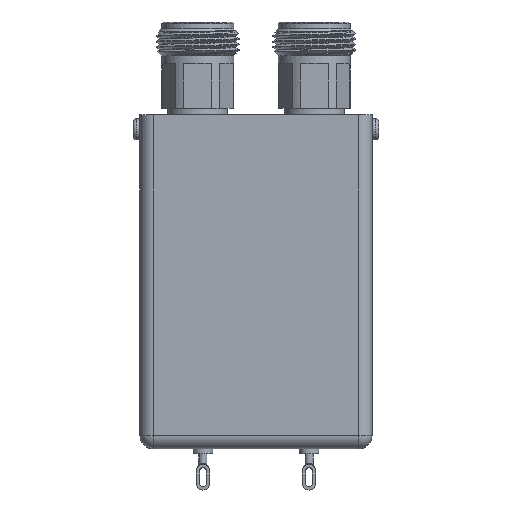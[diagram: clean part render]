
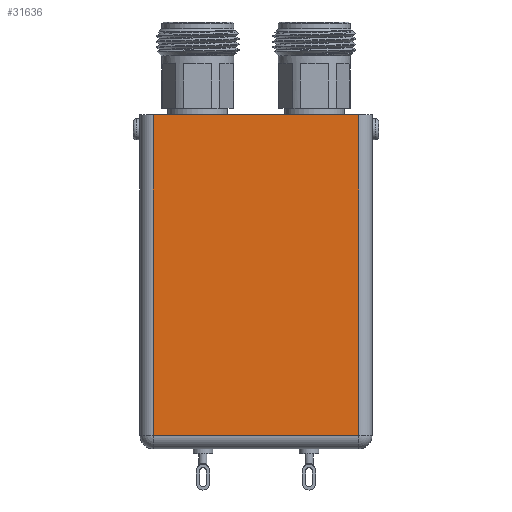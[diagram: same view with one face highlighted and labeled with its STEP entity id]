
A CAD part, front view. The second image highlights one B-rep face of the part: STEP entity #31636.
In plain terms, the highlighted planar face has unit normal (0, -1, 0).
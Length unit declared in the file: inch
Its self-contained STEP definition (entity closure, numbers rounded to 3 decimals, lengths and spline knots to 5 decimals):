
#266 = DIRECTION ( 'NONE',  ( 0., 0., -1. ) ) ;
#545 = DIRECTION ( 'NONE',  ( 1., 0., 0. ) ) ;
#1748 = VECTOR ( 'NONE', #10136, 39.37008 ) ;
#3552 = VECTOR ( 'NONE', #10864, 39.37008 ) ;
#5958 = LINE ( 'NONE', #23764, #22663 ) ;
#6654 = LINE ( 'NONE', #23048, #27480 ) ;
#7222 = CARTESIAN_POINT ( 'NONE',  ( -0.875, -0.875, 0. ) ) ;
#8730 = CARTESIAN_POINT ( 'NONE',  ( -0.875, -0.875, -2.52 ) ) ;
#8975 = DIRECTION ( 'NONE',  ( 0., -1., 0. ) ) ;
#9166 = CARTESIAN_POINT ( 'NONE',  ( 0.775, -0.875, 0. ) ) ;
#9560 = ORIENTED_EDGE ( 'NONE', *, *, #30401, .T. ) ;
#10136 = DIRECTION ( 'NONE',  ( 1., 0., 0. ) ) ;
#10753 = EDGE_CURVE ( 'NONE', #29653, #21466, #5958, .T. ) ;
#10864 = DIRECTION ( 'NONE',  ( 0., 0., 1. ) ) ;
#12052 = PLANE ( 'NONE',  #32614 ) ;
#13054 = LINE ( 'NONE', #36790, #3552 ) ;
#13780 = ORIENTED_EDGE ( 'NONE', *, *, #10753, .T. ) ;
#14915 = EDGE_LOOP ( 'NONE', ( #30829, #13780, #29166, #9560 ) ) ;
#14938 = DIRECTION ( 'NONE',  ( 0., 0., -1. ) ) ;
#17155 = LINE ( 'NONE', #7222, #1748 ) ;
#17419 = EDGE_CURVE ( 'NONE', #29653, #26311, #17155, .T. ) ;
#18246 = CARTESIAN_POINT ( 'NONE',  ( 0.775, -0.875, -2.42 ) ) ;
#19772 = EDGE_CURVE ( 'NONE', #21466, #19945, #6654, .T. ) ;
#19945 = VERTEX_POINT ( 'NONE', #18246 ) ;
#21435 = CARTESIAN_POINT ( 'NONE',  ( -0.775, -0.875, -2.42 ) ) ;
#21466 = VERTEX_POINT ( 'NONE', #21435 ) ;
#22663 = VECTOR ( 'NONE', #14938, 39.37008 ) ;
#23048 = CARTESIAN_POINT ( 'NONE',  ( -0.875, -0.875, -2.42 ) ) ;
#23764 = CARTESIAN_POINT ( 'NONE',  ( -0.775, -0.875, -2.52 ) ) ;
#26311 = VERTEX_POINT ( 'NONE', #9166 ) ;
#26786 = CARTESIAN_POINT ( 'NONE',  ( -0.775, -0.875, 0. ) ) ;
#27480 = VECTOR ( 'NONE', #545, 39.37008 ) ;
#29166 = ORIENTED_EDGE ( 'NONE', *, *, #19772, .T. ) ;
#29653 = VERTEX_POINT ( 'NONE', #26786 ) ;
#30401 = EDGE_CURVE ( 'NONE', #19945, #26311, #13054, .T. ) ;
#30829 = ORIENTED_EDGE ( 'NONE', *, *, #17419, .F. ) ;
#31636 = ADVANCED_FACE ( 'NONE', ( #33290 ), #12052, .T. ) ;
#32614 = AXIS2_PLACEMENT_3D ( 'NONE', #8730, #8975, #266 ) ;
#33290 = FACE_OUTER_BOUND ( 'NONE', #14915, .T. ) ;
#36790 = CARTESIAN_POINT ( 'NONE',  ( 0.775, -0.875, -2.52 ) ) ;
